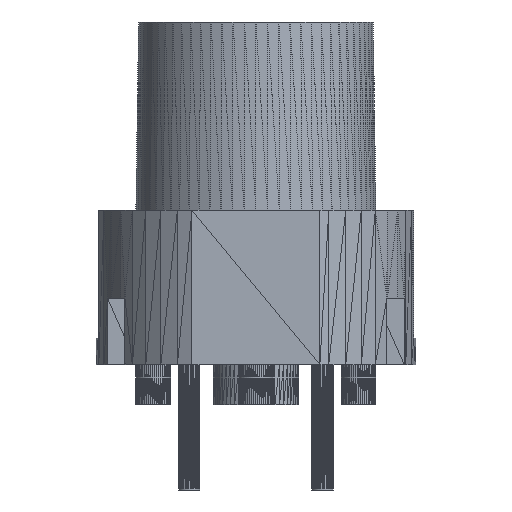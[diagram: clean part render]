
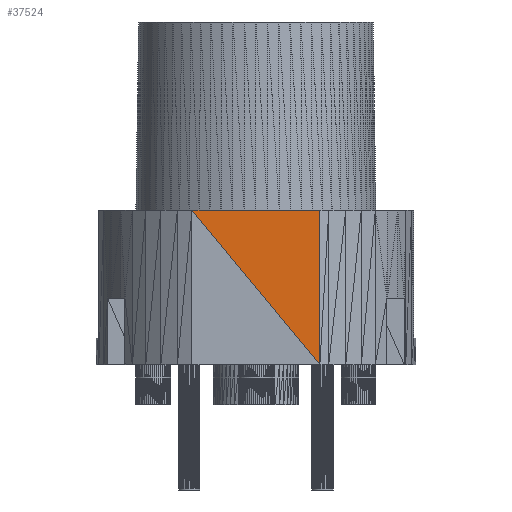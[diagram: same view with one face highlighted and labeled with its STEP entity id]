
A CAD part, front view. The second image highlights one B-rep face of the part: STEP entity #37524.
In plain terms, the highlighted planar face has unit normal (0, 1, 0).
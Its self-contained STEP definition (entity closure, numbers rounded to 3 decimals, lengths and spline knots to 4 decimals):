
#22789 = VERTEX_POINT('',#22790);
#22790 = CARTESIAN_POINT('',(-2.4016,-5.7474,7.3));
#27645 = VERTEX_POINT('',#27646);
#27646 = CARTESIAN_POINT('',(2.3942,-5.7474,7.3));
#33405 = EDGE_CURVE('',#22789,#27645,#33406,.T.);
#33406 = LINE('',#33407,#33408);
#33407 = CARTESIAN_POINT('',(-2.4016,-5.7474,7.3));
#33408 = VECTOR('',#33409,1.);
#33409 = DIRECTION('',(1.,0.,0.));
#33515 = EDGE_CURVE('',#27645,#33516,#33518,.T.);
#33516 = VERTEX_POINT('',#33517);
#33517 = CARTESIAN_POINT('',(2.3942,-5.7474,1.5));
#33518 = LINE('',#33519,#33520);
#33519 = CARTESIAN_POINT('',(2.3942,-5.7474,7.3));
#33520 = VECTOR('',#33521,1.);
#33521 = DIRECTION('',(0.,0.,-1.));
#37524 = ADVANCED_FACE('',(#37525),#37535,.T.);
#37525 = FACE_BOUND('',#37526,.F.);
#37526 = EDGE_LOOP('',(#37527,#37528,#37534));
#37527 = ORIENTED_EDGE('',*,*,#33405,.F.);
#37528 = ORIENTED_EDGE('',*,*,#37529,.F.);
#37529 = EDGE_CURVE('',#33516,#22789,#37530,.T.);
#37530 = LINE('',#37531,#37532);
#37531 = CARTESIAN_POINT('',(2.3942,-5.7474,1.5));
#37532 = VECTOR('',#37533,1.);
#37533 = DIRECTION('',(-0.637,0.,0.771));
#37534 = ORIENTED_EDGE('',*,*,#33515,.F.);
#37535 = PLANE('',#37536);
#37536 = AXIS2_PLACEMENT_3D('',#37537,#37538,#37539);
#37537 = CARTESIAN_POINT('',(2.3942,-5.7474,7.3));
#37538 = DIRECTION('',(0.,1.,0.));
#37539 = DIRECTION('',(0.,0.,1.));
